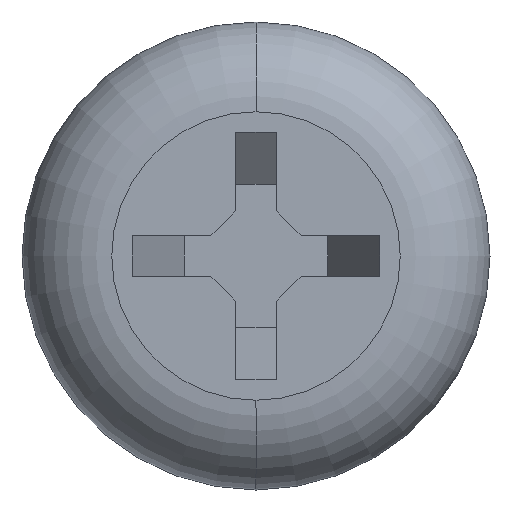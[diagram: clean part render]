
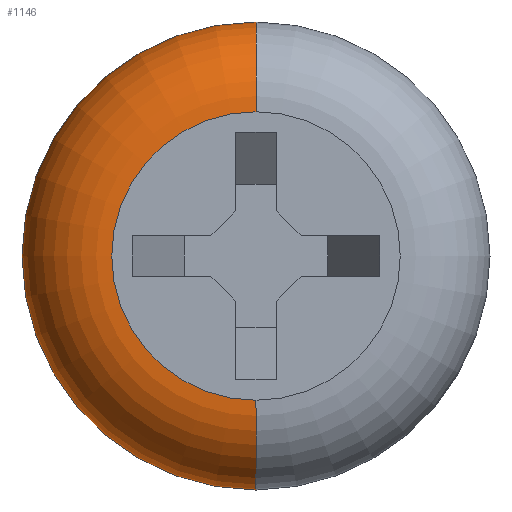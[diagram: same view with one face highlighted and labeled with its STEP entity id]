
A CAD part, left-side view. The second image highlights one B-rep face of the part: STEP entity #1146.
In plain terms, the highlighted toroidal (fillet/blend) face has major radius 1.714 mm and minor radius 1.067 mm.
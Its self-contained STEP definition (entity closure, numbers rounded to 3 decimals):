
#77 = ORIENTED_EDGE ( 'NONE', *, *, #5081, .T. ) ;
#279 = CIRCLE ( 'NONE', #2282, 1.067 ) ;
#354 = CARTESIAN_POINT ( 'NONE',  ( -4.216, -1.245, 3.446 ) ) ;
#613 = DIRECTION ( 'NONE',  ( 0., 0., 1. ) ) ;
#624 = DIRECTION ( 'NONE',  ( -1., 0., 0. ) ) ;
#626 = CARTESIAN_POINT ( 'NONE',  ( -4.216, -1.245, 0.665 ) ) ;
#703 = CARTESIAN_POINT ( 'NONE',  ( -4.216, -1.245, 2.379 ) ) ;
#729 = DIRECTION ( 'NONE',  ( 0., 0., 1. ) ) ;
#734 = DIRECTION ( 'NONE',  ( -1., 0., 0. ) ) ;
#745 = CARTESIAN_POINT ( 'NONE',  ( -5.283, -1.245, 0.665 ) ) ;
#772 = DIRECTION ( 'NONE',  ( 0., 0., 1. ) ) ;
#791 = DIRECTION ( 'NONE',  ( 0., 1., 0. ) ) ;
#809 = CARTESIAN_POINT ( 'NONE',  ( -4.216, -1.245, -1.05 ) ) ;
#1105 = CARTESIAN_POINT ( 'NONE',  ( -5.283, -1.245, 2.379 ) ) ;
#1146 = ADVANCED_FACE ( 'NONE', ( #1158 ), #4890, .T. ) ;
#1158 = FACE_OUTER_BOUND ( 'NONE', #3478, .T. ) ;
#1480 = CIRCLE ( 'NONE', #2280, 1.714 ) ;
#2271 = AXIS2_PLACEMENT_3D ( 'NONE', #626, #624, #613 ) ;
#2274 = AXIS2_PLACEMENT_3D ( 'NONE', #703, #2793, #2736 ) ;
#2280 = AXIS2_PLACEMENT_3D ( 'NONE', #745, #734, #729 ) ;
#2282 = AXIS2_PLACEMENT_3D ( 'NONE', #809, #791, #772 ) ;
#2585 = CIRCLE ( 'NONE', #2274, 1.067 ) ;
#2736 = DIRECTION ( 'NONE',  ( 0., 0., -1. ) ) ;
#2777 = CARTESIAN_POINT ( 'NONE',  ( -4.216, -1.245, -2.117 ) ) ;
#2793 = DIRECTION ( 'NONE',  ( 0., -1., 0. ) ) ;
#2893 = CARTESIAN_POINT ( 'NONE',  ( -4.216, -1.245, 0.665 ) ) ;
#3110 = DIRECTION ( 'NONE',  ( 0., 0., 1. ) ) ;
#3211 = VERTEX_POINT ( 'NONE', #2777 ) ;
#3352 = VERTEX_POINT ( 'NONE', #354 ) ;
#3478 = EDGE_LOOP ( 'NONE', ( #77, #5590, #5086, #5003 ) ) ;
#3695 = VERTEX_POINT ( 'NONE', #5680 ) ;
#3851 = CIRCLE ( 'NONE', #2271, 2.781 ) ;
#3918 = AXIS2_PLACEMENT_3D ( 'NONE', #2893, #5402, #3110 ) ;
#4890 = TOROIDAL_SURFACE ( 'NONE', #3918, 1.714, 1.067 ) ;
#5003 = ORIENTED_EDGE ( 'NONE', *, *, #5068, .F. ) ;
#5006 = VERTEX_POINT ( 'NONE', #1105 ) ;
#5061 = EDGE_CURVE ( 'NONE', #3211, #3695, #279, .T. ) ;
#5066 = EDGE_CURVE ( 'NONE', #5006, #3695, #1480, .T. ) ;
#5068 = EDGE_CURVE ( 'NONE', #3352, #5006, #2585, .T. ) ;
#5081 = EDGE_CURVE ( 'NONE', #3352, #3211, #3851, .T. ) ;
#5086 = ORIENTED_EDGE ( 'NONE', *, *, #5066, .F. ) ;
#5402 = DIRECTION ( 'NONE',  ( -1., 0., 0. ) ) ;
#5590 = ORIENTED_EDGE ( 'NONE', *, *, #5061, .T. ) ;
#5680 = CARTESIAN_POINT ( 'NONE',  ( -5.283, -1.245, -1.05 ) ) ;
